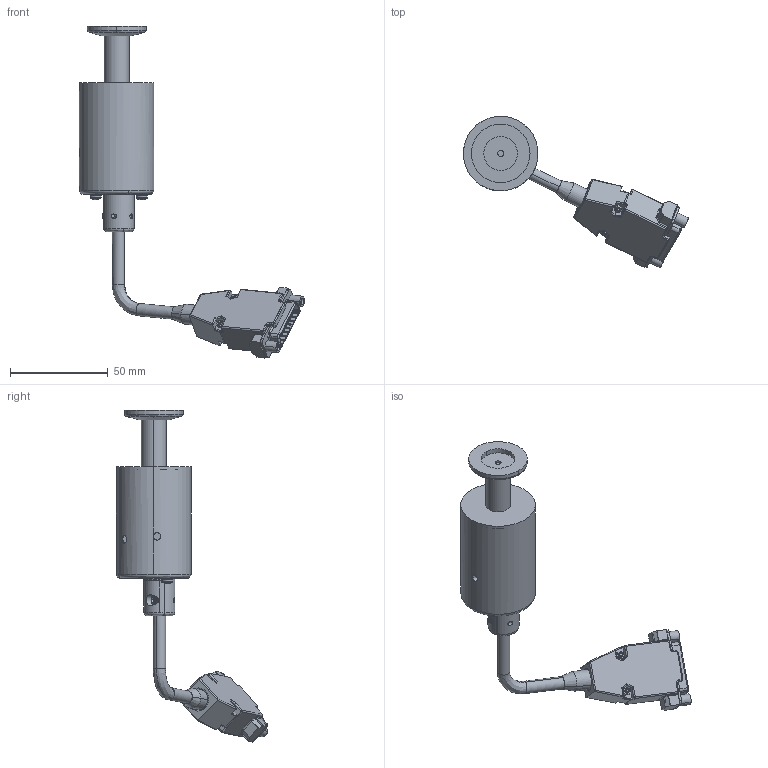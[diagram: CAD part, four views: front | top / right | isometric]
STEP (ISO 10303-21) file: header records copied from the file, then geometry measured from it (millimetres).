
FILE_DESCRIPTION (( 'STEP AP203' ), '1' );
FILE_NAME ('SO730GN1D7_1.STEP', '2019-03-04T16:55:36', ( '' ), ( '' ), 'SwSTEP 2.0', 'SolidWorks 2017', '' );
FILE_SCHEMA (( 'CONFIG_CONTROL_DESIGN' ));
Length unit declared in the file: inch
Products named in the file (1): SO730GN1D7_1
Bounding box: 115.06 x 77.2 x 169.72 mm (x, y, z)
Volume: 35570.9 mm3; surface area: 33062.3 mm2
Topology: 1 solids, 2 shells, 1111 faces, 2962 edges, 1898 vertices
Faces by surface type: plane 556, cylinder 447, bspline 81, cone 27
Entity records: 36938 total; most frequent: CARTESIAN_POINT 9771, ORIENTED_EDGE 5908, DIRECTION 5425, EDGE_CURVE 2954, AXIS2_PLACEMENT_3D 1950, VERTEX_POINT 1898, VECTOR 1525, LINE 1525
